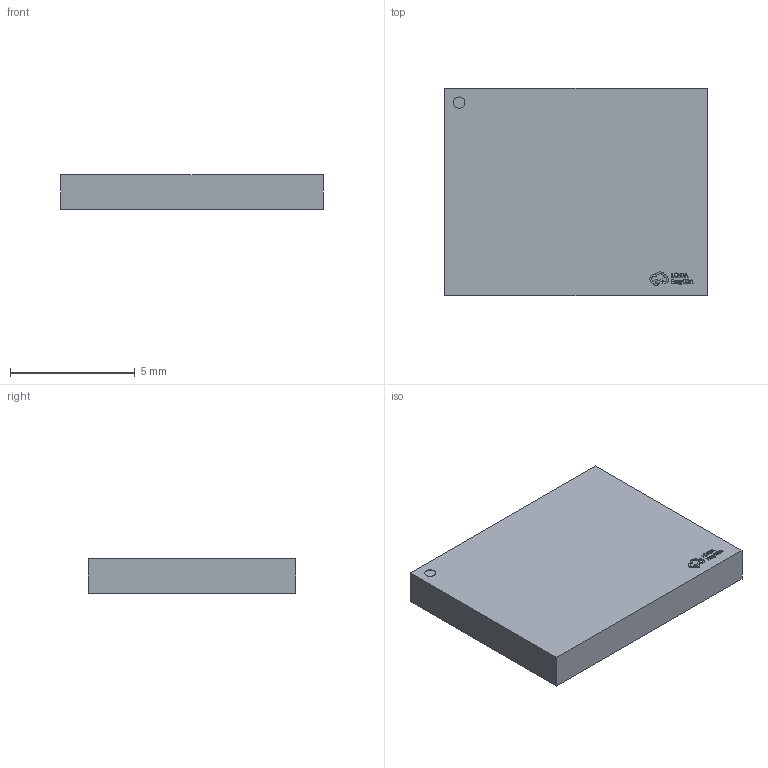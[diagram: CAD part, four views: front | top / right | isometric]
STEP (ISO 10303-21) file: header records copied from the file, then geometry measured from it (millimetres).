
FILE_DESCRIPTION (( 'STEP AP214' ), '1' );
FILE_NAME ('LGA-97_L10.5-W8.3-P0.60-TL.STEP', '2024-01-07T00:42:10', ( 'User' ), ( 'China' ), 'SwSTEP 2.0', 'SolidWorks 2020', '' );
FILE_SCHEMA (( 'AUTOMOTIVE_DESIGN' ));
Length unit declared in the file: millimetre
Products named in the file (1): LGA-97_L10.5-W8.3-P0.60-TL
Bounding box: 10.5 x 8.3 x 1.42 mm (x, y, z)
Volume: 122.1 mm3; surface area: 227.9 mm2
Topology: 1 solids, 1 shells, 718 faces, 1797 edges, 1198 vertices
Faces by surface type: plane 618, bspline 98, cylinder 2
Entity records: 29509 total; most frequent: CARTESIAN_POINT 5020, ORIENTED_EDGE 3594, DIRECTION 2843, EDGE_CURVE 1797, VECTOR 1593, LINE 1593, VERTEX_POINT 1198, EDGE_LOOP 835
